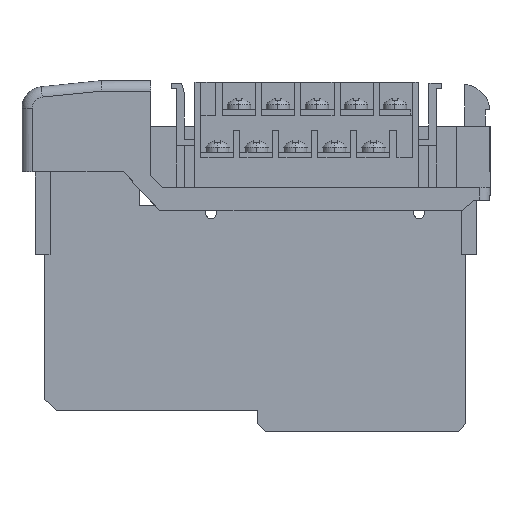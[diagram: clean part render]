
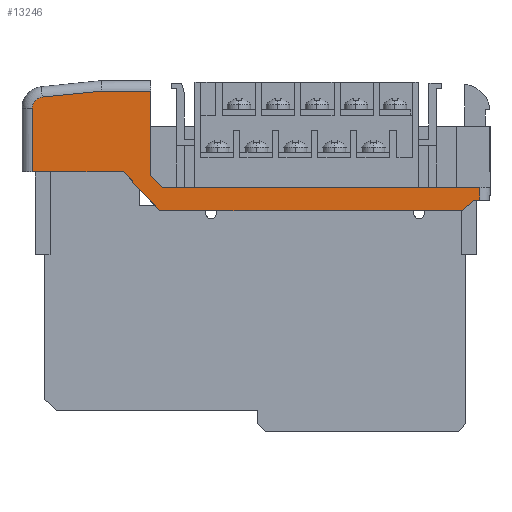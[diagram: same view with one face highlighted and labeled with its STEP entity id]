
A CAD part, left-side view. The second image highlights one B-rep face of the part: STEP entity #13246.
In plain terms, the highlighted planar face has unit normal (-1, 0, 0).
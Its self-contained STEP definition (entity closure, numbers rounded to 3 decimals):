
#12942 = EDGE_CURVE ( 'NONE', #12943, #12944, #21089, .T. ) ;
#12943 = VERTEX_POINT ( 'NONE', #21085 ) ;
#12944 = VERTEX_POINT ( 'NONE', #21084 ) ;
#13139 = EDGE_CURVE ( 'NONE', #13140, #13157, #21484, .T. ) ;
#13140 = VERTEX_POINT ( 'NONE', #21480 ) ;
#13154 = VERTEX_POINT ( 'NONE', #21541 ) ;
#13156 = EDGE_CURVE ( 'NONE', #13157, #13154, #21590, .T. ) ;
#13157 = VERTEX_POINT ( 'NONE', #21586 ) ;
#13191 = EDGE_CURVE ( 'NONE', #13192, #13207, #21666, .T. ) ;
#13192 = VERTEX_POINT ( 'NONE', #21662 ) ;
#13206 = EDGE_CURVE ( 'NONE', #13207, #13140, #21901, .T. ) ;
#13207 = VERTEX_POINT ( 'NONE', #21897 ) ;
#13222 = VERTEX_POINT ( 'NONE', #21918 ) ;
#13223 = ORIENTED_EDGE ( 'NONE', *, *, #13224, .F. ) ;
#13224 = EDGE_CURVE ( 'NONE', #13225, #13222, #21968, .T. ) ;
#13225 = VERTEX_POINT ( 'NONE', #21964 ) ;
#13226 = ORIENTED_EDGE ( 'NONE', *, *, #13227, .F. ) ;
#13227 = EDGE_CURVE ( 'NONE', #13228, #13225, #21963, .T. ) ;
#13228 = VERTEX_POINT ( 'NONE', #21959 ) ;
#13229 = ORIENTED_EDGE ( 'NONE', *, *, #13230, .F. ) ;
#13230 = EDGE_CURVE ( 'NONE', #12943, #13228, #21958, .T. ) ;
#13231 = ORIENTED_EDGE ( 'NONE', *, *, #12942, .T. ) ;
#13232 = ORIENTED_EDGE ( 'NONE', *, *, #13233, .T. ) ;
#13233 = EDGE_CURVE ( 'NONE', #12944, #13234, #21954, .T. ) ;
#13234 = VERTEX_POINT ( 'NONE', #21950 ) ;
#13246 = ADVANCED_FACE ( 'NONE', ( #21986 ), #21971, .F. ) ;
#13247 = EDGE_LOOP ( 'NONE', ( #13248, #13223, #13226, #13229, #13231, #13232, #13294, #13297, #13299, #13300, #13301, #13302, #13303 ) ) ;
#13248 = ORIENTED_EDGE ( 'NONE', *, *, #13249, .T. ) ;
#13249 = EDGE_CURVE ( 'NONE', #13154, #13222, #22033, .T. ) ;
#13252 = EDGE_CURVE ( 'NONE', #13253, #13192, #22029, .T. ) ;
#13253 = VERTEX_POINT ( 'NONE', #22025 ) ;
#13294 = ORIENTED_EDGE ( 'NONE', *, *, #13295, .T. ) ;
#13295 = EDGE_CURVE ( 'NONE', #13234, #13296, #22140, .T. ) ;
#13296 = VERTEX_POINT ( 'NONE', #22131 ) ;
#13297 = ORIENTED_EDGE ( 'NONE', *, *, #13298, .T. ) ;
#13298 = EDGE_CURVE ( 'NONE', #13296, #13253, #22129, .T. ) ;
#13299 = ORIENTED_EDGE ( 'NONE', *, *, #13252, .T. ) ;
#13300 = ORIENTED_EDGE ( 'NONE', *, *, #13191, .T. ) ;
#13301 = ORIENTED_EDGE ( 'NONE', *, *, #13206, .T. ) ;
#13302 = ORIENTED_EDGE ( 'NONE', *, *, #13139, .T. ) ;
#13303 = ORIENTED_EDGE ( 'NONE', *, *, #13156, .T. ) ;
#21084 = CARTESIAN_POINT ( 'NONE',  ( 0.5, 34.17, 3.114 ) ) ;
#21085 = CARTESIAN_POINT ( 'NONE',  ( 0.5, 24.723, 3.114 ) ) ;
#21086 = DIRECTION ( 'NONE',  ( 0., 1., 0. ) ) ;
#21087 = VECTOR ( 'NONE', #21086, 1000. ) ;
#21088 = CARTESIAN_POINT ( 'NONE',  ( 0.5, 34.27, 3.114 ) ) ;
#21089 = LINE ( 'NONE', #21088, #21087 ) ;
#21480 = CARTESIAN_POINT ( 'NONE',  ( 0.5, -35.258, -19.886 ) ) ;
#21481 = DIRECTION ( 'NONE',  ( 0., -0.731, 0.682 ) ) ;
#21482 = VECTOR ( 'NONE', #21481, 1000. ) ;
#21483 = CARTESIAN_POINT ( 'NONE',  ( 0.5, -35.258, -19.886 ) ) ;
#21484 = LINE ( 'NONE', #21483, #21482 ) ;
#21541 = CARTESIAN_POINT ( 'NONE',  ( 0.5, -38.527, -17.879 ) ) ;
#21586 = CARTESIAN_POINT ( 'NONE',  ( 0.5, -37.408, -17.879 ) ) ;
#21587 = DIRECTION ( 'NONE',  ( 0., -1., 0. ) ) ;
#21588 = VECTOR ( 'NONE', #21587, 1000. ) ;
#21589 = CARTESIAN_POINT ( 'NONE',  ( 0.5, -37.408, -17.879 ) ) ;
#21590 = LINE ( 'NONE', #21589, #21588 ) ;
#21662 = CARTESIAN_POINT ( 'NONE',  ( 0.5, 29.973, -12.386 ) ) ;
#21663 = DIRECTION ( 'NONE',  ( 0., -0.682, -0.731 ) ) ;
#21664 = VECTOR ( 'NONE', #21663, 1000. ) ;
#21665 = CARTESIAN_POINT ( 'NONE',  ( 0.5, 22.973, -19.886 ) ) ;
#21666 = LINE ( 'NONE', #21665, #21664 ) ;
#21897 = CARTESIAN_POINT ( 'NONE',  ( 0.5, 22.973, -19.886 ) ) ;
#21898 = DIRECTION ( 'NONE',  ( 0., -1., 0. ) ) ;
#21899 = VECTOR ( 'NONE', #21898, 1000. ) ;
#21900 = CARTESIAN_POINT ( 'NONE',  ( 0.5, 22.973, -19.886 ) ) ;
#21901 = LINE ( 'NONE', #21900, #21899 ) ;
#21918 = CARTESIAN_POINT ( 'NONE',  ( 0.5, -38.527, -15.386 ) ) ;
#21950 = CARTESIAN_POINT ( 'NONE',  ( 0.5, 45.569, 1.973 ) ) ;
#21951 = DIRECTION ( 'NONE',  ( 0., 0.995, -0.1 ) ) ;
#21952 = VECTOR ( 'NONE', #21951, 1000. ) ;
#21953 = CARTESIAN_POINT ( 'NONE',  ( 0.5, 45.569, 1.973 ) ) ;
#21954 = LINE ( 'NONE', #21953, #21952 ) ;
#21955 = DIRECTION ( 'NONE',  ( 0., 0., -1. ) ) ;
#21956 = VECTOR ( 'NONE', #21955, 1000. ) ;
#21957 = CARTESIAN_POINT ( 'NONE',  ( 0.5, 24.723, 4.364 ) ) ;
#21958 = LINE ( 'NONE', #21957, #21956 ) ;
#21959 = CARTESIAN_POINT ( 'NONE',  ( 0.5, 24.723, -13.054 ) ) ;
#21960 = DIRECTION ( 'NONE',  ( 0., -0.685, -0.729 ) ) ;
#21961 = VECTOR ( 'NONE', #21960, 1000. ) ;
#21962 = CARTESIAN_POINT ( 'NONE',  ( 0.5, 22.532, -15.386 ) ) ;
#21963 = LINE ( 'NONE', #21962, #21961 ) ;
#21964 = CARTESIAN_POINT ( 'NONE',  ( 0.5, 22.532, -15.386 ) ) ;
#21965 = DIRECTION ( 'NONE',  ( 0., -1., 0. ) ) ;
#21966 = VECTOR ( 'NONE', #21965, 1000. ) ;
#21967 = CARTESIAN_POINT ( 'NONE',  ( 0.5, 22.532, -15.386 ) ) ;
#21968 = LINE ( 'NONE', #21967, #21966 ) ;
#21969 = CARTESIAN_POINT ( 'NONE',  ( 0.5, -35.258, -0.876 ) ) ;
#21970 = AXIS2_PLACEMENT_3D ( 'NONE', #21969, #22035, #22034 ) ;
#21971 = PLANE ( 'NONE',  #21970 ) ;
#21986 = FACE_OUTER_BOUND ( 'NONE', #13247, .T. ) ;
#22025 = CARTESIAN_POINT ( 'NONE',  ( 0.5, 47.473, -12.386 ) ) ;
#22026 = DIRECTION ( 'NONE',  ( 0., -1., 0. ) ) ;
#22027 = VECTOR ( 'NONE', #22026, 1000. ) ;
#22028 = CARTESIAN_POINT ( 'NONE',  ( 0.5, 29.973, -12.386 ) ) ;
#22029 = LINE ( 'NONE', #22028, #22027 ) ;
#22030 = DIRECTION ( 'NONE',  ( 0., 0., 1. ) ) ;
#22031 = VECTOR ( 'NONE', #22030, 1000. ) ;
#22032 = CARTESIAN_POINT ( 'NONE',  ( 0.5, -38.527, -0.463 ) ) ;
#22033 = LINE ( 'NONE', #22032, #22031 ) ;
#22034 = DIRECTION ( 'NONE',  ( 0., 0., -1. ) ) ;
#22035 = DIRECTION ( 'NONE',  ( 1., 0., 0. ) ) ;
#22126 = DIRECTION ( 'NONE',  ( 0., 0., -1. ) ) ;
#22127 = VECTOR ( 'NONE', #22126, 1000. ) ;
#22128 = CARTESIAN_POINT ( 'NONE',  ( 0.5, 47.473, -12.386 ) ) ;
#22129 = LINE ( 'NONE', #22128, #22127 ) ;
#22131 = CARTESIAN_POINT ( 'NONE',  ( 0.5, 47.473, -0.213 ) ) ;
#22132 = DIRECTION ( 'NONE',  ( 0., 0., -1. ) ) ;
#22133 = DIRECTION ( 'NONE',  ( -1., 0., 0. ) ) ;
#22134 = CARTESIAN_POINT ( 'NONE',  ( 0.5, 45.358, -0.133 ) ) ;
#22135 = AXIS2_PLACEMENT_3D ( 'NONE', #22134, #22133, #22132 ) ;
#22140 = CIRCLE ( 'NONE', #22135, 2.116 ) ;
